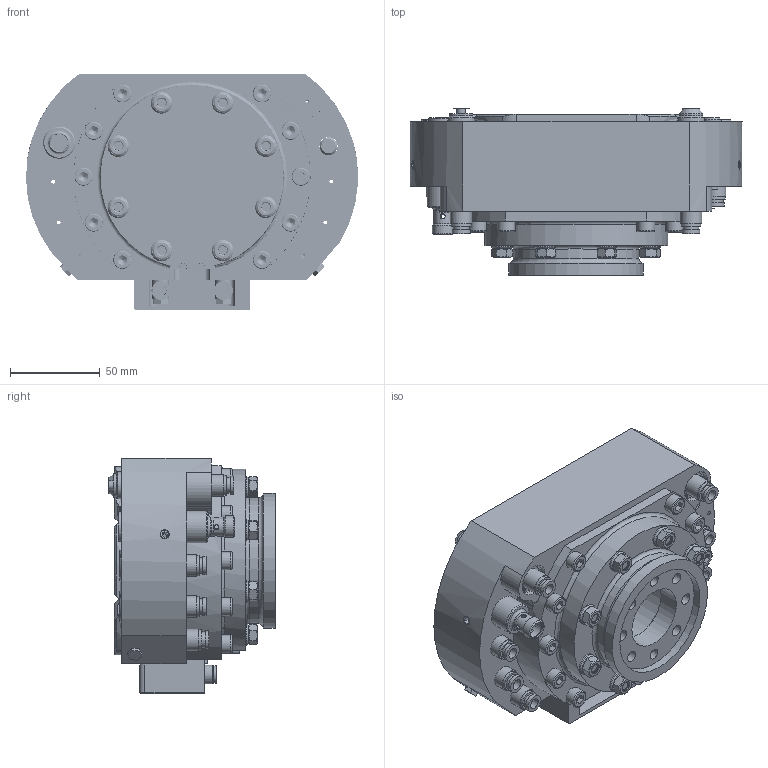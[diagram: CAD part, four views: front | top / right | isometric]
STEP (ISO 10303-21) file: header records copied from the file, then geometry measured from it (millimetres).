
FILE_DESCRIPTION(/* description */ (''),/* implementation_level */ '2;1');
FILE_NAME(/* name */ 'Robot_point.stp',/* time_stamp */ '2019-12-05T12:02:13+01:00',/* author */ ('konstrukce1'),/* organization */ (''),/* preprocessor_version */ 'ST-DEVELOPER v17',/* originating_system */ 'Autodesk Inventor 2018',/* authorisation */ '');
FILE_SCHEMA (('AUTOMOTIVE_DESIGN { 1 0 10303 214 3 1 1 }'));
Length unit declared in the file: millimetre
Products named in the file (1): sestava_testovaci_evo3
Bounding box: 184.91 x 92.6 x 131 mm (x, y, z)
Volume: 1030019 mm3; surface area: 193595 mm2
Topology: 3 solids, 100 shells, 2964 faces, 8076 edges, 5514 vertices
Faces by surface type: plane 1386, cylinder 724, bspline 425, cone 317, torus 84, sphere 28
Full cylindrical faces by diameter (mm): 0.7 x8, 1 x2, 1.5 x16, 1.7 x4, 2.2 x1, 2.459 x4, 2.5 x1, 2.8 x4, 3 x12, 3.2 x2, 3.242 x22, 3.4 x4, 4 x4, 4.134 x25, 4.3 x14, 4.917 x28, 5 x2, 6 x44, 6.4 x25, 6.5 x4, 6.6 x6, 6.8 x2, 7 x8, 7.2 x8, 7.8 x2, 8 x6, 8.8 x8, 9 x1, 9.55 x2, 9.65 x1
Entity records: 105553 total; most frequent: CARTESIAN_POINT 28926, ORIENTED_EDGE 15954, DIRECTION 14315, EDGE_CURVE 7977, VERTEX_POINT 5514, AXIS2_PLACEMENT_3D 5310, LINE 3695, VECTOR 3695
